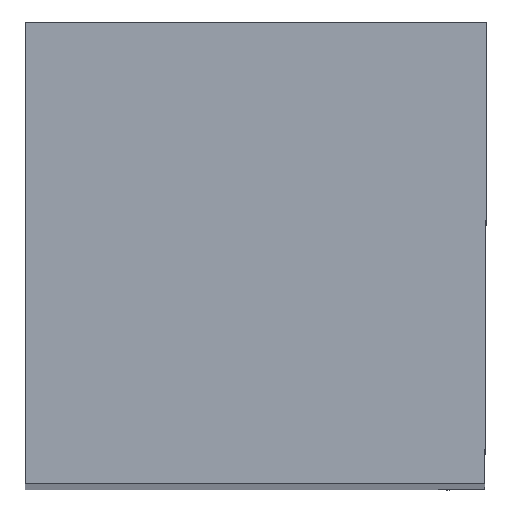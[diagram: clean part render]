
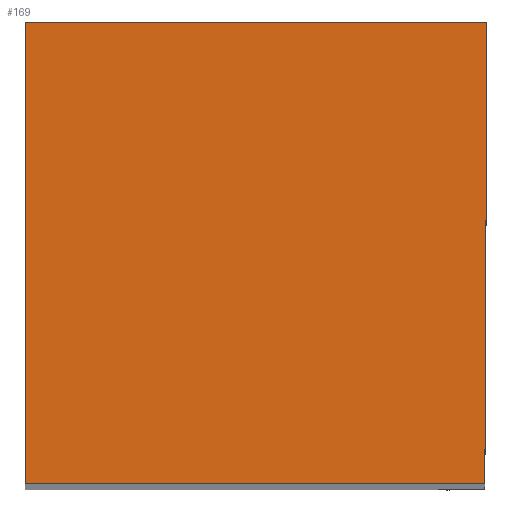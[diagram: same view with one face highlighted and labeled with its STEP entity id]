
A CAD part, top view. The second image highlights one B-rep face of the part: STEP entity #169.
In plain terms, the highlighted planar face has unit normal (0, 0, 1).
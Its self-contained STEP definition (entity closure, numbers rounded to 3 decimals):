
#169=ADVANCED_FACE('',(#222),#201,.T.);
#201=PLANE('',#723);
#222=FACE_OUTER_BOUND('',#245,.T.);
#245=EDGE_LOOP('',(#333,#334,#335,#336));
#333=ORIENTED_EDGE('',*,*,#505,.T.);
#334=ORIENTED_EDGE('',*,*,#511,.F.);
#335=ORIENTED_EDGE('',*,*,#512,.T.);
#336=ORIENTED_EDGE('',*,*,#500,.T.);
#443=VERTEX_POINT('',#1005);
#445=VERTEX_POINT('',#1008);
#448=VERTEX_POINT('',#1016);
#450=VERTEX_POINT('',#1026);
#500=EDGE_CURVE('',#445,#443,#569,.T.);
#505=EDGE_CURVE('',#443,#448,#573,.T.);
#511=EDGE_CURVE('',#450,#448,#577,.T.);
#512=EDGE_CURVE('',#450,#445,#578,.T.);
#569=LINE('',#1007,#616);
#573=LINE('',#1017,#620);
#577=LINE('',#1027,#624);
#578=LINE('',#1029,#625);
#616=VECTOR('',#813,1.);
#620=VECTOR('',#821,1.);
#624=VECTOR('',#833,1.);
#625=VECTOR('',#836,1.);
#723=AXIS2_PLACEMENT_3D('',#1031,#839,#840);
#813=DIRECTION('',(-1.,0.,0.));
#821=DIRECTION('',(0.,-1.,0.));
#833=DIRECTION('',(-1.,0.,0.));
#836=DIRECTION('',(0.004,1.,0.));
#839=DIRECTION('',(0.,0.,1.));
#840=DIRECTION('',(-1.,0.,0.));
#1005=CARTESIAN_POINT('',(-15.95,15.95,0.));
#1007=CARTESIAN_POINT('',(-18.,15.95,0.));
#1008=CARTESIAN_POINT('',(0.,15.95,0.));
#1016=CARTESIAN_POINT('',(-15.95,0.,0.));
#1017=CARTESIAN_POINT('',(-15.95,-2.,0.));
#1026=CARTESIAN_POINT('',(-0.07,0.,0.));
#1027=CARTESIAN_POINT('',(-18.,0.,0.));
#1029=CARTESIAN_POINT('',(0.009,17.959,0.));
#1031=CARTESIAN_POINT('',(2.,17.95,0.));
